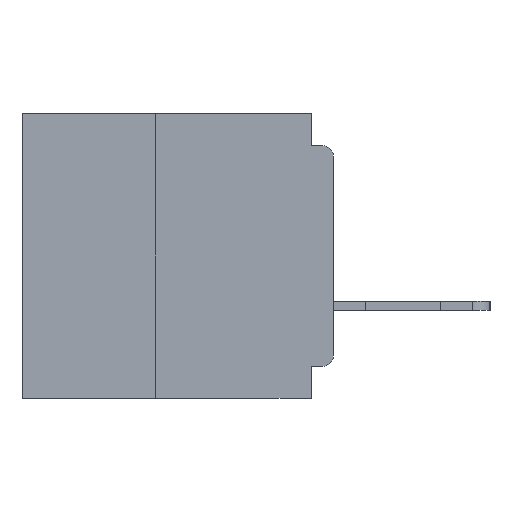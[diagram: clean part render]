
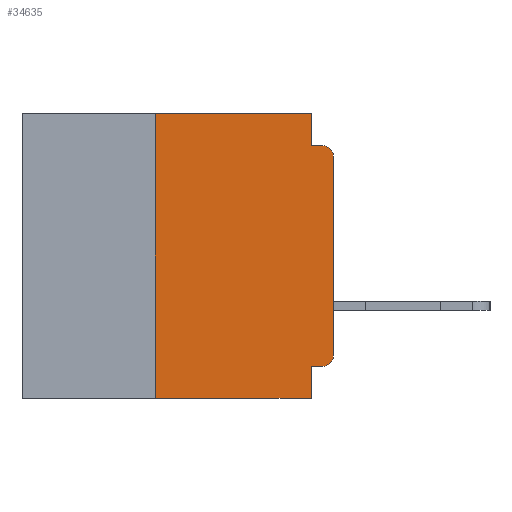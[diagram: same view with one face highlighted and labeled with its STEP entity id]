
A CAD part, left-side view. The second image highlights one B-rep face of the part: STEP entity #34635.
In plain terms, the highlighted planar face has unit normal (-1, 0, 0).
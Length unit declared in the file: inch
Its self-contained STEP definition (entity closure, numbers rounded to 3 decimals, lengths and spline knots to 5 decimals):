
#319 = VERTEX_POINT ( 'NONE', #20097 ) ;
#537 = EDGE_CURVE ( 'NONE', #5772, #32227, #33702, .T. ) ;
#1422 = ORIENTED_EDGE ( 'NONE', *, *, #21848, .F. ) ;
#1731 = VERTEX_POINT ( 'NONE', #46625 ) ;
#2097 = VERTEX_POINT ( 'NONE', #3337 ) ;
#2381 = CARTESIAN_POINT ( 'NONE',  ( 0., 0.031, 0. ) ) ;
#2998 = CARTESIAN_POINT ( 'NONE',  ( 0., 0.25, -0.4 ) ) ;
#3337 = CARTESIAN_POINT ( 'NONE',  ( 0., 0.031, -0.045 ) ) ;
#4441 = DIRECTION ( 'NONE',  ( 0., 0., -1. ) ) ;
#5286 = AXIS2_PLACEMENT_3D ( 'NONE', #18424, #38489, #14621 ) ;
#5603 = VECTOR ( 'NONE', #6345, 39.37008 ) ;
#5772 = VERTEX_POINT ( 'NONE', #8906 ) ;
#6345 = DIRECTION ( 'NONE',  ( 0., 1., 0. ) ) ;
#6456 = EDGE_LOOP ( 'NONE', ( #29154, #24672, #51362, #11512, #50366, #22656, #18798, #14250, #1422, #46439 ) ) ;
#7204 = CARTESIAN_POINT ( 'NONE',  ( 0., 0.437, -0.4 ) ) ;
#8906 = CARTESIAN_POINT ( 'NONE',  ( 0., 0.015, -0.355 ) ) ;
#10601 = LINE ( 'NONE', #51035, #42448 ) ;
#10860 = DIRECTION ( 'NONE',  ( 0., 0., 1. ) ) ;
#10941 = DIRECTION ( 'NONE',  ( 0., 0., 1. ) ) ;
#11215 = DIRECTION ( 'NONE',  ( 0., -1., 0. ) ) ;
#11391 = CARTESIAN_POINT ( 'NONE',  ( 0., 0.015, -0.06 ) ) ;
#11512 = ORIENTED_EDGE ( 'NONE', *, *, #23430, .F. ) ;
#12137 = VECTOR ( 'NONE', #51141, 39.37008 ) ;
#12421 = VECTOR ( 'NONE', #27915, 39.37008 ) ;
#12490 = CARTESIAN_POINT ( 'NONE',  ( 0., 0., -0.34 ) ) ;
#12941 = VECTOR ( 'NONE', #29937, 39.37008 ) ;
#13969 = CARTESIAN_POINT ( 'NONE',  ( 0., 0.015, -0.045 ) ) ;
#14250 = ORIENTED_EDGE ( 'NONE', *, *, #15480, .F. ) ;
#14621 = DIRECTION ( 'NONE',  ( 0., 0., -1. ) ) ;
#15405 = DIRECTION ( 'NONE',  ( 0., 0., -1. ) ) ;
#15480 = EDGE_CURVE ( 'NONE', #37039, #49873, #27908, .T. ) ;
#16008 = CARTESIAN_POINT ( 'NONE',  ( 0., 0., -0.045 ) ) ;
#16130 = LINE ( 'NONE', #46066, #5603 ) ;
#16542 = EDGE_CURVE ( 'NONE', #23869, #19654, #29686, .T. ) ;
#18130 = EDGE_CURVE ( 'NONE', #47540, #49873, #22664, .T. ) ;
#18424 = CARTESIAN_POINT ( 'NONE',  ( 0., 0.437, 0. ) ) ;
#18798 = ORIENTED_EDGE ( 'NONE', *, *, #18130, .T. ) ;
#19654 = VERTEX_POINT ( 'NONE', #13969 ) ;
#19759 = VECTOR ( 'NONE', #10860, 39.37008 ) ;
#19769 = FACE_OUTER_BOUND ( 'NONE', #6456, .T. ) ;
#20097 = CARTESIAN_POINT ( 'NONE',  ( 0., 0.031, 0. ) ) ;
#20759 = EDGE_CURVE ( 'NONE', #47540, #1731, #28608, .T. ) ;
#21029 = CARTESIAN_POINT ( 'NONE',  ( 0., 0., -0.06 ) ) ;
#21268 = AXIS2_PLACEMENT_3D ( 'NONE', #11391, #39301, #15405 ) ;
#21800 = CARTESIAN_POINT ( 'NONE',  ( 0., 0.031, -0.4 ) ) ;
#21848 = EDGE_CURVE ( 'NONE', #5772, #37039, #16130, .T. ) ;
#22656 = ORIENTED_EDGE ( 'NONE', *, *, #20759, .F. ) ;
#22664 = LINE ( 'NONE', #7204, #12137 ) ;
#22953 = LINE ( 'NONE', #16008, #12421 ) ;
#23430 = EDGE_CURVE ( 'NONE', #319, #2097, #44777, .T. ) ;
#23513 = EDGE_CURVE ( 'NONE', #32227, #23869, #51493, .T. ) ;
#23869 = VERTEX_POINT ( 'NONE', #21029 ) ;
#24672 = ORIENTED_EDGE ( 'NONE', *, *, #16542, .T. ) ;
#26380 = PLANE ( 'NONE',  #5286 ) ;
#27908 = LINE ( 'NONE', #28109, #29170 ) ;
#27915 = DIRECTION ( 'NONE',  ( 0., -1., 0. ) ) ;
#28109 = CARTESIAN_POINT ( 'NONE',  ( 0., 0.031, -0.4 ) ) ;
#28608 = LINE ( 'NONE', #2998, #39359 ) ;
#29154 = ORIENTED_EDGE ( 'NONE', *, *, #23513, .T. ) ;
#29170 = VECTOR ( 'NONE', #4441, 39.37008 ) ;
#29686 = CIRCLE ( 'NONE', #21268, 0.015 ) ;
#29706 = AXIS2_PLACEMENT_3D ( 'NONE', #51236, #50826, #42370 ) ;
#29937 = DIRECTION ( 'NONE',  ( 0., 0., -1. ) ) ;
#31214 = CARTESIAN_POINT ( 'NONE',  ( 0., 0.031, -0.355 ) ) ;
#32227 = VERTEX_POINT ( 'NONE', #12490 ) ;
#32627 = EDGE_CURVE ( 'NONE', #1731, #319, #10601, .T. ) ;
#33702 = CIRCLE ( 'NONE', #29706, 0.015 ) ;
#34635 = ADVANCED_FACE ( 'NONE', ( #19769 ), #26380, .F. ) ;
#37039 = VERTEX_POINT ( 'NONE', #31214 ) ;
#38489 = DIRECTION ( 'NONE',  ( 1., 0., 0. ) ) ;
#39301 = DIRECTION ( 'NONE',  ( -1., 0., 0. ) ) ;
#39359 = VECTOR ( 'NONE', #10941, 39.37008 ) ;
#42370 = DIRECTION ( 'NONE',  ( 0., 0., -1. ) ) ;
#42448 = VECTOR ( 'NONE', #11215, 39.37008 ) ;
#44777 = LINE ( 'NONE', #2381, #12941 ) ;
#46066 = CARTESIAN_POINT ( 'NONE',  ( 0., 0., -0.355 ) ) ;
#46439 = ORIENTED_EDGE ( 'NONE', *, *, #537, .T. ) ;
#46625 = CARTESIAN_POINT ( 'NONE',  ( 0., 0.25, 0. ) ) ;
#47540 = VERTEX_POINT ( 'NONE', #49542 ) ;
#49542 = CARTESIAN_POINT ( 'NONE',  ( 0., 0.25, -0.4 ) ) ;
#49873 = VERTEX_POINT ( 'NONE', #21800 ) ;
#50366 = ORIENTED_EDGE ( 'NONE', *, *, #32627, .F. ) ;
#50500 = CARTESIAN_POINT ( 'NONE',  ( 0., 0., 0. ) ) ;
#50826 = DIRECTION ( 'NONE',  ( -1., 0., 0. ) ) ;
#51035 = CARTESIAN_POINT ( 'NONE',  ( 0., 0.437, 0. ) ) ;
#51141 = DIRECTION ( 'NONE',  ( 0., -1., 0. ) ) ;
#51196 = EDGE_CURVE ( 'NONE', #2097, #19654, #22953, .T. ) ;
#51236 = CARTESIAN_POINT ( 'NONE',  ( 0., 0.015, -0.34 ) ) ;
#51362 = ORIENTED_EDGE ( 'NONE', *, *, #51196, .F. ) ;
#51493 = LINE ( 'NONE', #50500, #19759 ) ;
